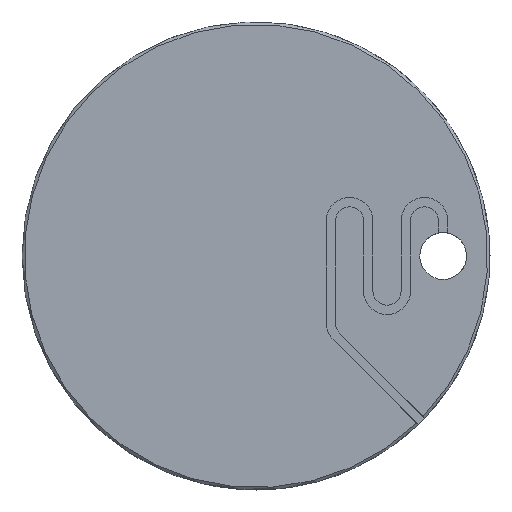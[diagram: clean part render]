
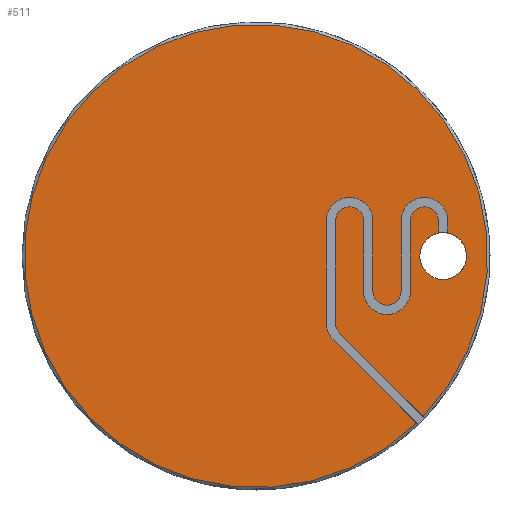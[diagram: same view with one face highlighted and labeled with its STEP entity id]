
A CAD part, front view. The second image highlights one B-rep face of the part: STEP entity #511.
In plain terms, the highlighted planar face has unit normal (0, -1, 0).
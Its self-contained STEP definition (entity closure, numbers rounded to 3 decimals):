
#19=CIRCLE('',#534,10.);
#21=CIRCLE('',#538,10.);
#23=CIRCLE('',#542,6.);
#25=CIRCLE('',#546,6.);
#27=CIRCLE('',#550,10.);
#29=CIRCLE('',#554,6.);
#31=CIRCLE('',#559,10.);
#33=CIRCLE('',#563,6.);
#37=CIRCLE('',#570,99.);
#40=CIRCLE('',#574,10.);
#41=CIRCLE('',#575,10.);
#78=FACE_OUTER_BOUND('',#105,.T.);
#105=EDGE_LOOP('',(#428,#429,#430,#431,#432,#433,#434,#435,#436,#437,#438,
#439,#440,#441,#442,#443,#444,#445,#446,#447,#448));
#118=LINE('',#756,#164);
#121=LINE('',#768,#167);
#125=LINE('',#780,#171);
#130=LINE('',#794,#176);
#134=LINE('',#806,#180);
#138=LINE('',#818,#184);
#142=LINE('',#830,#188);
#145=LINE('',#837,#191);
#150=LINE('',#851,#196);
#154=LINE('',#862,#200);
#164=VECTOR('',#595,10.);
#167=VECTOR('',#606,10.);
#171=VECTOR('',#618,10.);
#176=VECTOR('',#631,10.);
#180=VECTOR('',#643,10.);
#184=VECTOR('',#655,10.);
#188=VECTOR('',#667,10.);
#191=VECTOR('',#672,10.);
#196=VECTOR('',#685,10.);
#200=VECTOR('',#697,10.);
#207=VERTEX_POINT('',#748);
#210=VERTEX_POINT('',#754);
#211=VERTEX_POINT('',#758);
#212=VERTEX_POINT('',#759);
#215=VERTEX_POINT('',#767);
#217=VERTEX_POINT('',#776);
#219=VERTEX_POINT('',#779);
#222=VERTEX_POINT('',#787);
#224=VERTEX_POINT('',#793);
#226=VERTEX_POINT('',#799);
#228=VERTEX_POINT('',#805);
#230=VERTEX_POINT('',#811);
#232=VERTEX_POINT('',#817);
#234=VERTEX_POINT('',#823);
#236=VERTEX_POINT('',#829);
#238=VERTEX_POINT('',#835);
#239=VERTEX_POINT('',#836);
#242=VERTEX_POINT('',#844);
#244=VERTEX_POINT('',#850);
#246=VERTEX_POINT('',#856);
#249=VERTEX_POINT('',#873);
#259=EDGE_CURVE('',#207,#210,#118,.T.);
#260=EDGE_CURVE('',#211,#212,#19,.T.);
#264=EDGE_CURVE('',#215,#211,#121,.T.);
#267=EDGE_CURVE('',#210,#215,#21,.T.);
#270=EDGE_CURVE('',#219,#217,#125,.T.);
#274=EDGE_CURVE('',#222,#219,#23,.T.);
#277=EDGE_CURVE('',#224,#222,#130,.T.);
#280=EDGE_CURVE('',#226,#224,#25,.T.);
#283=EDGE_CURVE('',#228,#226,#134,.T.);
#286=EDGE_CURVE('',#230,#228,#27,.T.);
#289=EDGE_CURVE('',#232,#230,#138,.T.);
#292=EDGE_CURVE('',#234,#232,#29,.T.);
#295=EDGE_CURVE('',#236,#234,#142,.T.);
#298=EDGE_CURVE('',#238,#239,#145,.T.);
#302=EDGE_CURVE('',#242,#238,#31,.T.);
#305=EDGE_CURVE('',#244,#242,#150,.T.);
#308=EDGE_CURVE('',#246,#244,#33,.T.);
#311=EDGE_CURVE('',#212,#246,#154,.T.);
#315=EDGE_CURVE('',#207,#217,#37,.T.);
#318=EDGE_CURVE('',#239,#249,#40,.T.);
#319=EDGE_CURVE('',#249,#236,#41,.T.);
#428=ORIENTED_EDGE('',*,*,#259,.T.);
#429=ORIENTED_EDGE('',*,*,#267,.T.);
#430=ORIENTED_EDGE('',*,*,#264,.T.);
#431=ORIENTED_EDGE('',*,*,#260,.T.);
#432=ORIENTED_EDGE('',*,*,#311,.T.);
#433=ORIENTED_EDGE('',*,*,#308,.T.);
#434=ORIENTED_EDGE('',*,*,#305,.T.);
#435=ORIENTED_EDGE('',*,*,#302,.T.);
#436=ORIENTED_EDGE('',*,*,#298,.T.);
#437=ORIENTED_EDGE('',*,*,#318,.T.);
#438=ORIENTED_EDGE('',*,*,#319,.T.);
#439=ORIENTED_EDGE('',*,*,#295,.T.);
#440=ORIENTED_EDGE('',*,*,#292,.T.);
#441=ORIENTED_EDGE('',*,*,#289,.T.);
#442=ORIENTED_EDGE('',*,*,#286,.T.);
#443=ORIENTED_EDGE('',*,*,#283,.T.);
#444=ORIENTED_EDGE('',*,*,#280,.T.);
#445=ORIENTED_EDGE('',*,*,#277,.T.);
#446=ORIENTED_EDGE('',*,*,#274,.T.);
#447=ORIENTED_EDGE('',*,*,#270,.T.);
#448=ORIENTED_EDGE('',*,*,#315,.F.);
#488=PLANE('',#573);
#511=ADVANCED_FACE('',(#78),#488,.F.);
#534=AXIS2_PLACEMENT_3D('',#760,#598,#599);
#538=AXIS2_PLACEMENT_3D('',#773,#611,#612);
#542=AXIS2_PLACEMENT_3D('',#788,#624,#625);
#546=AXIS2_PLACEMENT_3D('',#800,#636,#637);
#550=AXIS2_PLACEMENT_3D('',#812,#648,#649);
#554=AXIS2_PLACEMENT_3D('',#824,#660,#661);
#559=AXIS2_PLACEMENT_3D('',#845,#678,#679);
#563=AXIS2_PLACEMENT_3D('',#857,#690,#691);
#570=AXIS2_PLACEMENT_3D('',#868,#707,#708);
#573=AXIS2_PLACEMENT_3D('',#872,#713,#714);
#574=AXIS2_PLACEMENT_3D('',#874,#715,#716);
#575=AXIS2_PLACEMENT_3D('',#875,#717,#718);
#595=DIRECTION('',(-0.707,0.,0.707));
#598=DIRECTION('center_axis',(0.,1.,0.));
#599=DIRECTION('ref_axis',(1.,0.,0.));
#606=DIRECTION('',(0.,0.,1.));
#611=DIRECTION('center_axis',(0.,1.,0.));
#612=DIRECTION('ref_axis',(-1.,0.,0.));
#618=DIRECTION('',(0.707,0.,-0.707));
#624=DIRECTION('center_axis',(0.,-1.,0.));
#625=DIRECTION('ref_axis',(-1.,0.,0.));
#631=DIRECTION('',(0.,0.,-1.));
#636=DIRECTION('center_axis',(0.,-1.,0.));
#637=DIRECTION('ref_axis',(1.,0.,0.));
#643=DIRECTION('',(0.,0.,1.));
#648=DIRECTION('center_axis',(0.,1.,0.));
#649=DIRECTION('ref_axis',(-1.,0.,0.));
#655=DIRECTION('',(0.,0.,-1.));
#660=DIRECTION('center_axis',(0.,-1.,0.));
#661=DIRECTION('ref_axis',(1.,0.,0.));
#667=DIRECTION('',(0.,0.,1.));
#672=DIRECTION('',(0.,0.,-1.));
#678=DIRECTION('center_axis',(0.,1.,0.));
#679=DIRECTION('ref_axis',(1.,0.,0.));
#685=DIRECTION('',(0.,0.,1.));
#690=DIRECTION('center_axis',(0.,-1.,0.));
#691=DIRECTION('ref_axis',(-1.,0.,0.));
#697=DIRECTION('',(0.,0.,-1.));
#707=DIRECTION('center_axis',(0.,1.,0.));
#708=DIRECTION('ref_axis',(1.,0.,0.));
#713=DIRECTION('center_axis',(0.,1.,0.));
#714=DIRECTION('ref_axis',(1.,0.,0.));
#715=DIRECTION('center_axis',(0.,1.,0.));
#716=DIRECTION('ref_axis',(1.,0.,0.));
#717=DIRECTION('center_axis',(0.,1.,0.));
#718=DIRECTION('ref_axis',(1.,0.,0.));
#748=CARTESIAN_POINT('',(68.575,0.,-71.403));
#754=CARTESIAN_POINT('',(32.929,0.,-35.757));
#756=CARTESIAN_POINT('',(33.934,0.,-36.762));
#758=CARTESIAN_POINT('',(30.,0.,15.));
#759=CARTESIAN_POINT('',(50.,0.,15.));
#760=CARTESIAN_POINT('Origin',(40.,0.,15.));
#767=CARTESIAN_POINT('',(30.,0.,-28.686));
#768=CARTESIAN_POINT('',(30.,0.,-14.343));
#773=CARTESIAN_POINT('Origin',(40.,0.,-28.686));
#776=CARTESIAN_POINT('',(71.403,0.,-68.575));
#779=CARTESIAN_POINT('',(35.757,0.,-32.929));
#780=CARTESIAN_POINT('',(18.586,0.,-15.757));
#787=CARTESIAN_POINT('',(34.,0.,-28.686));
#788=CARTESIAN_POINT('Origin',(40.,0.,-28.686));
#793=CARTESIAN_POINT('',(34.,0.,15.));
#794=CARTESIAN_POINT('',(34.,0.,7.5));
#799=CARTESIAN_POINT('',(46.,0.,15.));
#800=CARTESIAN_POINT('Origin',(40.,0.,15.));
#805=CARTESIAN_POINT('',(46.,0.,-15.));
#806=CARTESIAN_POINT('',(46.,0.,-7.5));
#811=CARTESIAN_POINT('',(66.,0.,-15.));
#812=CARTESIAN_POINT('Origin',(56.,0.,-15.));
#817=CARTESIAN_POINT('',(66.,0.,15.));
#818=CARTESIAN_POINT('',(66.,0.,7.5));
#823=CARTESIAN_POINT('',(78.,0.,15.));
#824=CARTESIAN_POINT('Origin',(72.,0.,15.));
#829=CARTESIAN_POINT('',(78.,0.,9.798));
#830=CARTESIAN_POINT('',(78.,0.,4.899));
#835=CARTESIAN_POINT('',(82.,0.,15.));
#836=CARTESIAN_POINT('',(82.,0.,9.798));
#837=CARTESIAN_POINT('',(82.,0.,7.5));
#844=CARTESIAN_POINT('',(62.,0.,15.));
#845=CARTESIAN_POINT('Origin',(72.,0.,15.));
#850=CARTESIAN_POINT('',(62.,0.,-15.));
#851=CARTESIAN_POINT('',(62.,0.,-7.5));
#856=CARTESIAN_POINT('',(50.,0.,-15.));
#857=CARTESIAN_POINT('Origin',(56.,0.,-15.));
#862=CARTESIAN_POINT('',(50.,0.,7.5));
#868=CARTESIAN_POINT('Origin',(0.,0.,0.));
#872=CARTESIAN_POINT('Origin',(0.,0.,0.));
#873=CARTESIAN_POINT('',(70.,0.,0.));
#874=CARTESIAN_POINT('Origin',(80.,0.,0.));
#875=CARTESIAN_POINT('Origin',(80.,0.,0.));
